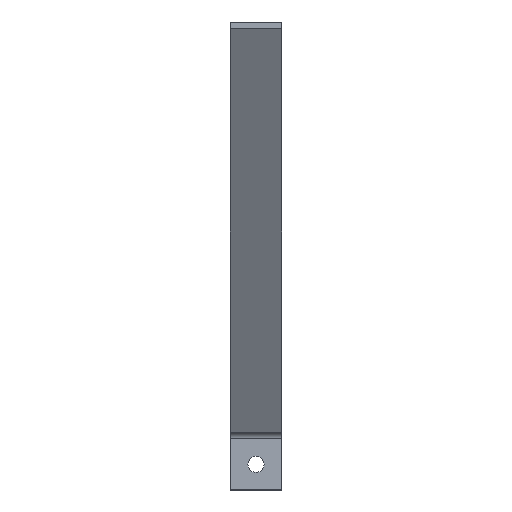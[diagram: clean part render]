
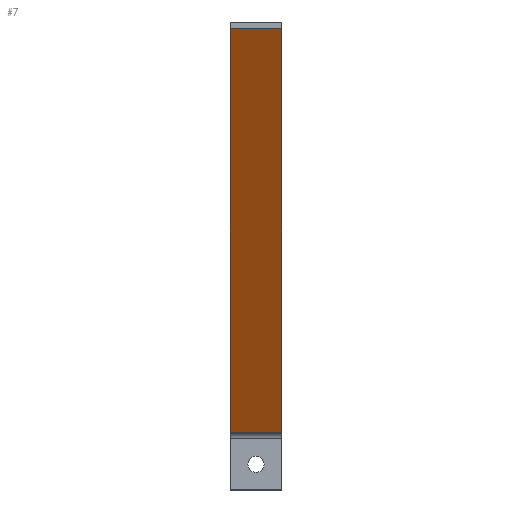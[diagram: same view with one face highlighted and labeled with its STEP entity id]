
A CAD part, front view. The second image highlights one B-rep face of the part: STEP entity #7.
In plain terms, the highlighted planar face has unit normal (0, -0.209, -0.978).
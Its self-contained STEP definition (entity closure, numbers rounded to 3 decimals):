
#7 = ADVANCED_FACE ( 'NONE', ( #474 ), #226, .F. ) ;
#13 = AXIS2_PLACEMENT_3D ( 'NONE', #204, #201, #197 ) ;
#26 = CARTESIAN_POINT ( 'NONE',  ( 20., 1511.048, -320.111 ) ) ;
#64 = CARTESIAN_POINT ( 'NONE',  ( -20., 41.048, -5.111 ) ) ;
#65 = DIRECTION ( 'NONE',  ( 0., 0.978, -0.21 ) ) ;
#67 = CARTESIAN_POINT ( 'NONE',  ( 20., 41.048, -5.111 ) ) ;
#73 = DIRECTION ( 'NONE',  ( -1., 0., 0. ) ) ;
#121 = CARTESIAN_POINT ( 'NONE',  ( -20., 1511.048, -320.111 ) ) ;
#132 = DIRECTION ( 'NONE',  ( -1., 0., 0. ) ) ;
#135 = CARTESIAN_POINT ( 'NONE',  ( 20., 41.048, -5.111 ) ) ;
#197 = DIRECTION ( 'NONE',  ( 0., -0.978, 0.21 ) ) ;
#201 = DIRECTION ( 'NONE',  ( 0., 0.21, 0.978 ) ) ;
#204 = CARTESIAN_POINT ( 'NONE',  ( 20., 41.048, -5.111 ) ) ;
#226 = PLANE ( 'NONE',  #13 ) ;
#248 = VECTOR ( 'NONE', #415, 1000. ) ;
#257 = VERTEX_POINT ( 'NONE', #135 ) ;
#282 = LINE ( 'NONE', #64, #420 ) ;
#303 = VECTOR ( 'NONE', #132, 1000. ) ;
#321 = LINE ( 'NONE', #67, #303 ) ;
#338 = CARTESIAN_POINT ( 'NONE',  ( 20., 1511.048, -320.111 ) ) ;
#347 = CARTESIAN_POINT ( 'NONE',  ( -20., 41.048, -5.111 ) ) ;
#367 = VECTOR ( 'NONE', #73, 1000. ) ;
#368 = LINE ( 'NONE', #421, #248 ) ;
#379 = LINE ( 'NONE', #338, #367 ) ;
#388 = ORIENTED_EDGE ( 'NONE', *, *, #769, .T. ) ;
#415 = DIRECTION ( 'NONE',  ( 0., 0.978, -0.21 ) ) ;
#420 = VECTOR ( 'NONE', #65, 1000. ) ;
#421 = CARTESIAN_POINT ( 'NONE',  ( 20., 41.048, -5.111 ) ) ;
#422 = ORIENTED_EDGE ( 'NONE', *, *, #753, .F. ) ;
#453 = EDGE_LOOP ( 'NONE', ( #532, #422, #774, #388 ) ) ;
#463 = VERTEX_POINT ( 'NONE', #26 ) ;
#474 = FACE_OUTER_BOUND ( 'NONE', #453, .T. ) ;
#532 = ORIENTED_EDGE ( 'NONE', *, *, #733, .T. ) ;
#538 = VERTEX_POINT ( 'NONE', #347 ) ;
#646 = EDGE_CURVE ( 'NONE', #257, #463, #368, .T. ) ;
#707 = VERTEX_POINT ( 'NONE', #121 ) ;
#733 = EDGE_CURVE ( 'NONE', #538, #707, #282, .T. ) ;
#753 = EDGE_CURVE ( 'NONE', #463, #707, #379, .T. ) ;
#769 = EDGE_CURVE ( 'NONE', #257, #538, #321, .T. ) ;
#774 = ORIENTED_EDGE ( 'NONE', *, *, #646, .F. ) ;
